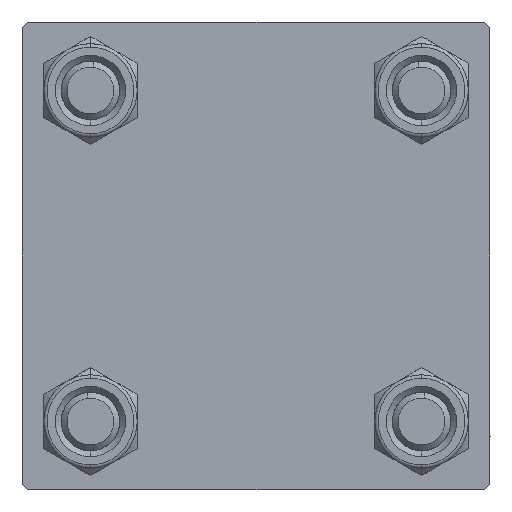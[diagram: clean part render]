
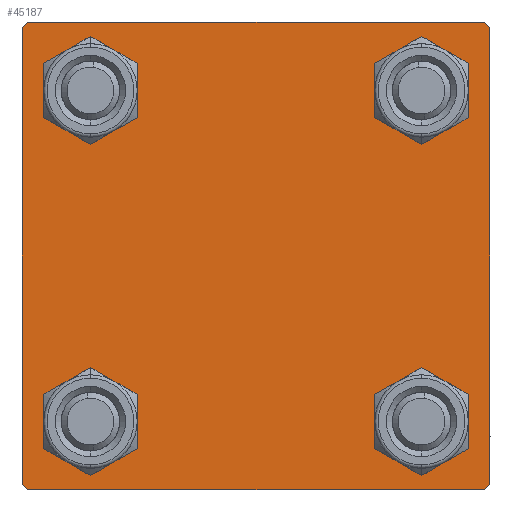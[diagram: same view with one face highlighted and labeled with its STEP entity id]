
A CAD part, left-side view. The second image highlights one B-rep face of the part: STEP entity #45187.
In plain terms, the highlighted planar face has unit normal (-1, 0, 0).
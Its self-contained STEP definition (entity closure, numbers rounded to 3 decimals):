
#3 = AXIS2_PLACEMENT_3D ( 'NONE', #26435, #18568, #2812 ) ;
#78 = EDGE_CURVE ( 'NONE', #7361, #45396, #30240, .T. ) ;
#333 = CARTESIAN_POINT ( 'NONE',  ( 0., -14.15, -11.15 ) ) ;
#458 = CARTESIAN_POINT ( 'NONE',  ( 0., -14.15, 14.15 ) ) ;
#466 = LINE ( 'NONE', #11648, #19797 ) ;
#632 = DIRECTION ( 'NONE',  ( -1., 0., 0. ) ) ;
#701 = ORIENTED_EDGE ( 'NONE', *, *, #46343, .T. ) ;
#887 = ORIENTED_EDGE ( 'NONE', *, *, #42996, .F. ) ;
#1464 = VECTOR ( 'NONE', #47174, 1000. ) ;
#1623 = CARTESIAN_POINT ( 'NONE',  ( 0., 14.15, 17.15 ) ) ;
#1744 = VECTOR ( 'NONE', #48898, 1000. ) ;
#1892 = CARTESIAN_POINT ( 'NONE',  ( 0., 14.15, -11.15 ) ) ;
#1918 = ORIENTED_EDGE ( 'NONE', *, *, #16850, .T. ) ;
#2189 = VERTEX_POINT ( 'NONE', #50242 ) ;
#2260 = ORIENTED_EDGE ( 'NONE', *, *, #2856, .T. ) ;
#2515 = AXIS2_PLACEMENT_3D ( 'NONE', #9987, #25470, #37687 ) ;
#2600 = CARTESIAN_POINT ( 'NONE',  ( 0., 19.75, -19.75 ) ) ;
#2812 = DIRECTION ( 'NONE',  ( 0., 0., 1. ) ) ;
#2856 = EDGE_CURVE ( 'NONE', #30124, #33293, #466, .T. ) ;
#3366 = CARTESIAN_POINT ( 'NONE',  ( 0., 20., -20. ) ) ;
#4186 = FACE_OUTER_BOUND ( 'NONE', #21610, .T. ) ;
#4353 = EDGE_LOOP ( 'NONE', ( #31843, #40817 ) ) ;
#4690 = PLANE ( 'NONE',  #14953 ) ;
#4915 = ORIENTED_EDGE ( 'NONE', *, *, #31808, .T. ) ;
#5004 = CARTESIAN_POINT ( 'NONE',  ( 0., 20., -19.5 ) ) ;
#5391 = DIRECTION ( 'NONE',  ( 0., 0.707, -0.707 ) ) ;
#6506 = CIRCLE ( 'NONE', #19487, 3. ) ;
#7074 = DIRECTION ( 'NONE',  ( 1., 0., 0. ) ) ;
#7361 = VERTEX_POINT ( 'NONE', #36894 ) ;
#7585 = DIRECTION ( 'NONE',  ( 0., -0.707, 0.707 ) ) ;
#7892 = VERTEX_POINT ( 'NONE', #5004 ) ;
#8425 = VERTEX_POINT ( 'NONE', #34060 ) ;
#9202 = AXIS2_PLACEMENT_3D ( 'NONE', #41383, #22291, #14178 ) ;
#9749 = ORIENTED_EDGE ( 'NONE', *, *, #31006, .T. ) ;
#9987 = CARTESIAN_POINT ( 'NONE',  ( 0., -14.15, -14.15 ) ) ;
#10127 = VERTEX_POINT ( 'NONE', #44569 ) ;
#10958 = CARTESIAN_POINT ( 'NONE',  ( 0., -14.15, 11.15 ) ) ;
#11016 = ORIENTED_EDGE ( 'NONE', *, *, #39881, .T. ) ;
#11118 = CARTESIAN_POINT ( 'NONE',  ( 0., -19.5, -20. ) ) ;
#11648 = CARTESIAN_POINT ( 'NONE',  ( 0., -19.75, -19.75 ) ) ;
#12688 = CARTESIAN_POINT ( 'NONE',  ( 0., 20., 20. ) ) ;
#14178 = DIRECTION ( 'NONE',  ( 0., 0., 1. ) ) ;
#14279 = LINE ( 'NONE', #17096, #22130 ) ;
#14563 = LINE ( 'NONE', #3366, #33124 ) ;
#14953 = AXIS2_PLACEMENT_3D ( 'NONE', #19938, #632, #20196 ) ;
#14956 = CARTESIAN_POINT ( 'NONE',  ( 0., 14.15, -14.15 ) ) ;
#15422 = ORIENTED_EDGE ( 'NONE', *, *, #30826, .T. ) ;
#15673 = EDGE_CURVE ( 'NONE', #36801, #8425, #31384, .T. ) ;
#16273 = EDGE_CURVE ( 'NONE', #45396, #7361, #48572, .T. ) ;
#16850 = EDGE_CURVE ( 'NONE', #2189, #30124, #14563, .T. ) ;
#17096 = CARTESIAN_POINT ( 'NONE',  ( 0., -20., 20. ) ) ;
#17461 = CARTESIAN_POINT ( 'NONE',  ( 0., 14.15, 11.15 ) ) ;
#17592 = DIRECTION ( 'NONE',  ( 0., 0., -1. ) ) ;
#17922 = EDGE_CURVE ( 'NONE', #25501, #33830, #32452, .T. ) ;
#18212 = VECTOR ( 'NONE', #20397, 1000. ) ;
#18363 = DIRECTION ( 'NONE',  ( 1., 0., 0. ) ) ;
#18464 = CARTESIAN_POINT ( 'NONE',  ( 0., 19.5, 20. ) ) ;
#18518 = DIRECTION ( 'NONE',  ( 0., 0., 1. ) ) ;
#18568 = DIRECTION ( 'NONE',  ( 1., 0., 0. ) ) ;
#18935 = VECTOR ( 'NONE', #48283, 1000. ) ;
#19436 = FACE_BOUND ( 'NONE', #38396, .T. ) ;
#19487 = AXIS2_PLACEMENT_3D ( 'NONE', #23953, #27763, #39480 ) ;
#19797 = VECTOR ( 'NONE', #7585, 1000. ) ;
#19824 = DIRECTION ( 'NONE',  ( 1., 0., 0. ) ) ;
#19938 = CARTESIAN_POINT ( 'NONE',  ( 0., 0., 0. ) ) ;
#20196 = DIRECTION ( 'NONE',  ( 0., 0., 1. ) ) ;
#20273 = DIRECTION ( 'NONE',  ( 0., 0., 1. ) ) ;
#20397 = DIRECTION ( 'NONE',  ( 0., 0., -1. ) ) ;
#20474 = AXIS2_PLACEMENT_3D ( 'NONE', #458, #31200, #20273 ) ;
#20556 = ORIENTED_EDGE ( 'NONE', *, *, #33894, .T. ) ;
#21610 = EDGE_LOOP ( 'NONE', ( #701, #26592, #1918, #2260, #46356, #25320, #887, #9749 ) ) ;
#21925 = DIRECTION ( 'NONE',  ( 0., -1., 0. ) ) ;
#22130 = VECTOR ( 'NONE', #17592, 1000. ) ;
#22291 = DIRECTION ( 'NONE',  ( 1., 0., 0. ) ) ;
#23893 = DIRECTION ( 'NONE',  ( 0., 0., 1. ) ) ;
#23953 = CARTESIAN_POINT ( 'NONE',  ( 0., -14.15, 14.15 ) ) ;
#24461 = LINE ( 'NONE', #39482, #18212 ) ;
#24537 = CIRCLE ( 'NONE', #20474, 3. ) ;
#25320 = ORIENTED_EDGE ( 'NONE', *, *, #15673, .T. ) ;
#25470 = DIRECTION ( 'NONE',  ( 1., 0., 0. ) ) ;
#25501 = VERTEX_POINT ( 'NONE', #17461 ) ;
#26435 = CARTESIAN_POINT ( 'NONE',  ( 0., 14.15, 14.15 ) ) ;
#26493 = VERTEX_POINT ( 'NONE', #18464 ) ;
#26592 = ORIENTED_EDGE ( 'NONE', *, *, #33978, .T. ) ;
#26915 = VERTEX_POINT ( 'NONE', #38740 ) ;
#27455 = CARTESIAN_POINT ( 'NONE',  ( 0., 14.15, -14.15 ) ) ;
#27689 = CIRCLE ( 'NONE', #2515, 3. ) ;
#27763 = DIRECTION ( 'NONE',  ( 1., 0., 0. ) ) ;
#28826 = ORIENTED_EDGE ( 'NONE', *, *, #16273, .T. ) ;
#30124 = VERTEX_POINT ( 'NONE', #11118 ) ;
#30240 = CIRCLE ( 'NONE', #33513, 3. ) ;
#30717 = CARTESIAN_POINT ( 'NONE',  ( 0., -20., -19.5 ) ) ;
#30826 = EDGE_CURVE ( 'NONE', #10127, #48050, #35729, .T. ) ;
#31006 = EDGE_CURVE ( 'NONE', #26493, #41141, #43024, .T. ) ;
#31087 = CIRCLE ( 'NONE', #9202, 3. ) ;
#31200 = DIRECTION ( 'NONE',  ( 1., 0., 0. ) ) ;
#31233 = DIRECTION ( 'NONE',  ( 0., 0., 1. ) ) ;
#31384 = LINE ( 'NONE', #35720, #1464 ) ;
#31479 = AXIS2_PLACEMENT_3D ( 'NONE', #27455, #19824, #23893 ) ;
#31808 = EDGE_CURVE ( 'NONE', #31969, #26915, #6506, .T. ) ;
#31843 = ORIENTED_EDGE ( 'NONE', *, *, #43064, .T. ) ;
#31969 = VERTEX_POINT ( 'NONE', #10958 ) ;
#32452 = CIRCLE ( 'NONE', #3, 3. ) ;
#33124 = VECTOR ( 'NONE', #21925, 1000. ) ;
#33293 = VERTEX_POINT ( 'NONE', #30717 ) ;
#33513 = AXIS2_PLACEMENT_3D ( 'NONE', #14956, #7074, #18518 ) ;
#33830 = VERTEX_POINT ( 'NONE', #1623 ) ;
#33894 = EDGE_CURVE ( 'NONE', #48050, #10127, #27689, .T. ) ;
#33978 = EDGE_CURVE ( 'NONE', #7892, #2189, #37184, .T. ) ;
#34060 = CARTESIAN_POINT ( 'NONE',  ( 0., -19.5, 20. ) ) ;
#34449 = FACE_BOUND ( 'NONE', #4353, .T. ) ;
#34917 = VECTOR ( 'NONE', #5391, 1000. ) ;
#34942 = FACE_BOUND ( 'NONE', #37878, .T. ) ;
#35365 = CARTESIAN_POINT ( 'NONE',  ( 0., -20., 19.5 ) ) ;
#35424 = CARTESIAN_POINT ( 'NONE',  ( 0., 20., 19.5 ) ) ;
#35720 = CARTESIAN_POINT ( 'NONE',  ( 0., -19.75, 19.75 ) ) ;
#35729 = CIRCLE ( 'NONE', #40614, 3. ) ;
#36068 = LINE ( 'NONE', #12688, #18935 ) ;
#36801 = VERTEX_POINT ( 'NONE', #35365 ) ;
#36894 = CARTESIAN_POINT ( 'NONE',  ( 0., 14.15, -17.15 ) ) ;
#37184 = LINE ( 'NONE', #2600, #1744 ) ;
#37687 = DIRECTION ( 'NONE',  ( 0., 0., 1. ) ) ;
#37878 = EDGE_LOOP ( 'NONE', ( #20556, #15422 ) ) ;
#38396 = EDGE_LOOP ( 'NONE', ( #11016, #4915 ) ) ;
#38740 = CARTESIAN_POINT ( 'NONE',  ( 0., -14.15, 17.15 ) ) ;
#39021 = FACE_BOUND ( 'NONE', #49891, .T. ) ;
#39480 = DIRECTION ( 'NONE',  ( 0., 0., 1. ) ) ;
#39482 = CARTESIAN_POINT ( 'NONE',  ( 0., 20., 20. ) ) ;
#39881 = EDGE_CURVE ( 'NONE', #26915, #31969, #24537, .T. ) ;
#40235 = CARTESIAN_POINT ( 'NONE',  ( 0., 19.75, 19.75 ) ) ;
#40614 = AXIS2_PLACEMENT_3D ( 'NONE', #41769, #18363, #31233 ) ;
#40817 = ORIENTED_EDGE ( 'NONE', *, *, #17922, .T. ) ;
#41141 = VERTEX_POINT ( 'NONE', #35424 ) ;
#41383 = CARTESIAN_POINT ( 'NONE',  ( 0., 14.15, 14.15 ) ) ;
#41769 = CARTESIAN_POINT ( 'NONE',  ( 0., -14.15, -14.15 ) ) ;
#42996 = EDGE_CURVE ( 'NONE', #26493, #8425, #36068, .T. ) ;
#43024 = LINE ( 'NONE', #40235, #34917 ) ;
#43064 = EDGE_CURVE ( 'NONE', #33830, #25501, #31087, .T. ) ;
#44569 = CARTESIAN_POINT ( 'NONE',  ( 0., -14.15, -17.15 ) ) ;
#45187 = ADVANCED_FACE ( 'NONE', ( #19436, #34942, #39021, #34449, #4186 ), #4690, .T. ) ;
#45396 = VERTEX_POINT ( 'NONE', #1892 ) ;
#46343 = EDGE_CURVE ( 'NONE', #41141, #7892, #24461, .T. ) ;
#46356 = ORIENTED_EDGE ( 'NONE', *, *, #48224, .F. ) ;
#47174 = DIRECTION ( 'NONE',  ( 0., 0.707, 0.707 ) ) ;
#48050 = VERTEX_POINT ( 'NONE', #333 ) ;
#48224 = EDGE_CURVE ( 'NONE', #36801, #33293, #14279, .T. ) ;
#48283 = DIRECTION ( 'NONE',  ( 0., -1., 0. ) ) ;
#48572 = CIRCLE ( 'NONE', #31479, 3. ) ;
#48898 = DIRECTION ( 'NONE',  ( 0., -0.707, -0.707 ) ) ;
#49030 = ORIENTED_EDGE ( 'NONE', *, *, #78, .T. ) ;
#49891 = EDGE_LOOP ( 'NONE', ( #28826, #49030 ) ) ;
#50242 = CARTESIAN_POINT ( 'NONE',  ( 0., 19.5, -20. ) ) ;
